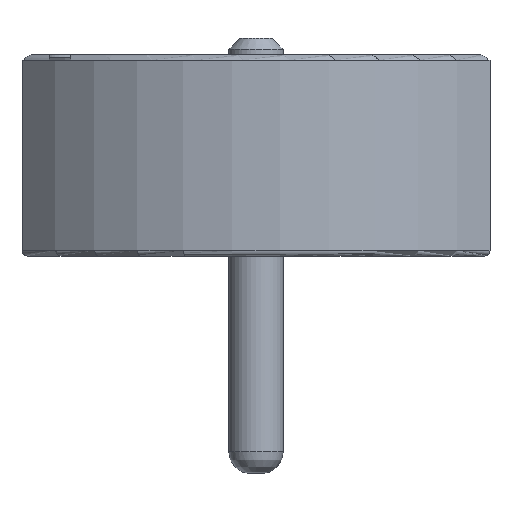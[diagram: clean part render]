
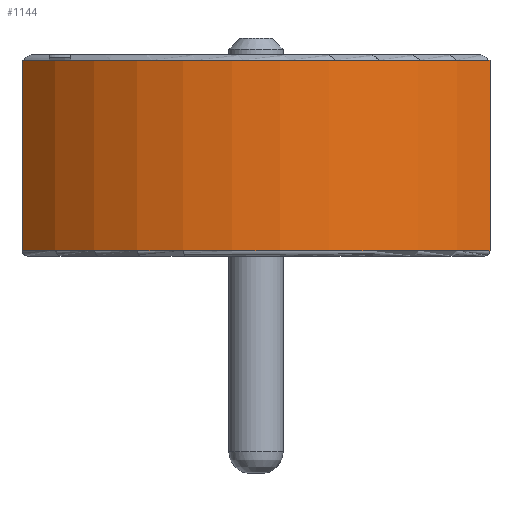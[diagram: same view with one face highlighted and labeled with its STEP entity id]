
A CAD part, left-side view. The second image highlights one B-rep face of the part: STEP entity #1144.
In plain terms, the highlighted cylindrical face has radius 2.726 mm (diameter 5.452 mm), a partial arc.
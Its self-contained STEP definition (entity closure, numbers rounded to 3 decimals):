
#70=CYLINDRICAL_SURFACE('',#1278,2.726);
#132=FACE_OUTER_BOUND('',#208,.T.);
#208=EDGE_LOOP('',(#973,#974,#975,#976));
#279=CIRCLE('',#1274,2.726);
#280=CIRCLE('',#1279,2.726);
#367=LINE('',#1981,#451);
#371=LINE('',#2057,#455);
#451=VECTOR('',#1548,10.);
#455=VECTOR('',#1572,10.);
#545=VERTEX_POINT('',#1977);
#546=VERTEX_POINT('',#1979);
#551=VERTEX_POINT('',#1992);
#552=VERTEX_POINT('',#2055);
#687=EDGE_CURVE('',#545,#546,#367,.T.);
#692=EDGE_CURVE('',#551,#546,#279,.T.);
#698=EDGE_CURVE('',#552,#545,#280,.T.);
#699=EDGE_CURVE('',#551,#552,#371,.T.);
#973=ORIENTED_EDGE('',*,*,#698,.T.);
#974=ORIENTED_EDGE('',*,*,#687,.T.);
#975=ORIENTED_EDGE('',*,*,#692,.F.);
#976=ORIENTED_EDGE('',*,*,#699,.T.);
#1144=ADVANCED_FACE('',(#132),#70,.T.);
#1274=AXIS2_PLACEMENT_3D('',#1993,#1559,#1560);
#1278=AXIS2_PLACEMENT_3D('',#2054,#1568,#1569);
#1279=AXIS2_PLACEMENT_3D('',#2056,#1570,#1571);
#1548=DIRECTION('',(0.,0.,-1.));
#1559=DIRECTION('center_axis',(0.,0.,-1.));
#1560=DIRECTION('ref_axis',(-1.,0.,0.));
#1568=DIRECTION('center_axis',(0.,0.,1.));
#1569=DIRECTION('ref_axis',(-0.615,0.789,0.));
#1570=DIRECTION('center_axis',(0.,0.,-1.));
#1571=DIRECTION('ref_axis',(-0.615,0.789,0.));
#1572=DIRECTION('',(0.,0.,1.));
#1977=CARTESIAN_POINT('',(-1.5,2.15,0.));
#1979=CARTESIAN_POINT('',(-1.5,2.15,-1.75));
#1981=CARTESIAN_POINT('',(-1.5,2.15,0.));
#1992=CARTESIAN_POINT('',(-1.5,-2.15,-1.75));
#1993=CARTESIAN_POINT('Origin',(0.176,0.,-1.75));
#2054=CARTESIAN_POINT('Origin',(0.176,0.,0.));
#2055=CARTESIAN_POINT('',(-1.5,-2.15,0.));
#2056=CARTESIAN_POINT('Origin',(0.176,0.,0.));
#2057=CARTESIAN_POINT('',(-1.5,-2.15,0.));
